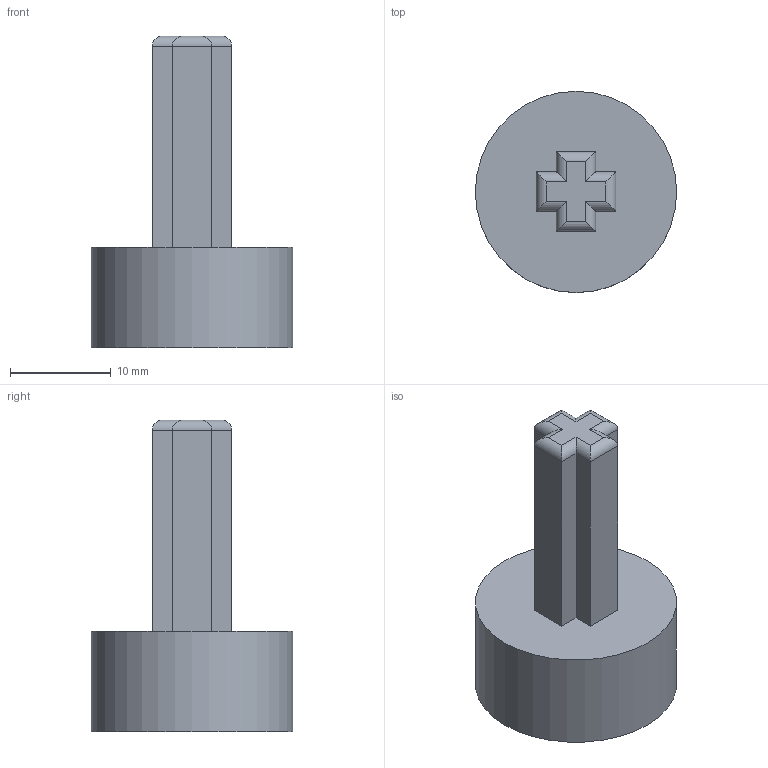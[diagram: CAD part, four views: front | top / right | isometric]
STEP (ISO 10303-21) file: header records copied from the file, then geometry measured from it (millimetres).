
FILE_DESCRIPTION(/* description */ (''),/* implementation_level */ '2;1');
FILE_NAME(/* name */ 'locking_pin_joint5.step',/* time_stamp */ '2025-12-09T20:13:23+01:00',/* author */ (''),/* organization */ (''),/* preprocessor_version */ 'ST-DEVELOPER v20.1',/* originating_system */ 'Autodesk Translation Framework v14.21.0.0',/* authorisation */ '');
FILE_SCHEMA (('AUTOMOTIVE_DESIGN { 1 0 10303 214 3 1 1 }'));
Length unit declared in the file: millimetre
Products named in the file (1): FusionComponent
Bounding box: 20 x 20 x 31 mm (x, y, z)
Volume: 4109.8 mm3; surface area: 1906.1 mm2
Topology: 1 solids, 1 shells, 28 faces, 63 edges, 38 vertices
Faces by surface type: plane 15, cylinder 13
Full cylindrical faces by diameter (mm): 20 x1
Entity records: 798 total; most frequent: DIRECTION 135, CARTESIAN_POINT 130, ORIENTED_EDGE 126, EDGE_CURVE 63, LINE 49, VECTOR 49, AXIS2_PLACEMENT_3D 43, VERTEX_POINT 38
